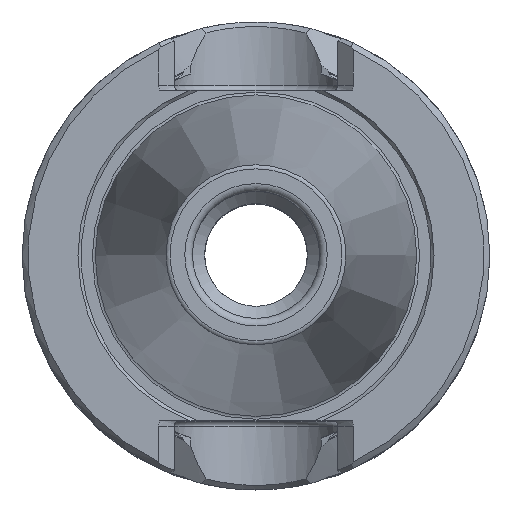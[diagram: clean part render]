
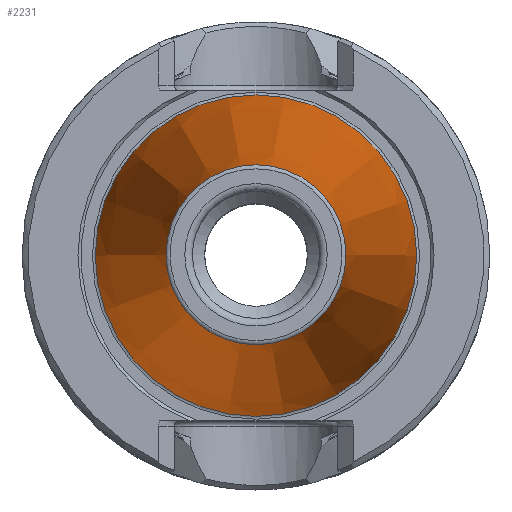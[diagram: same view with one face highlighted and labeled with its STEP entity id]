
A CAD part, top view. The second image highlights one B-rep face of the part: STEP entity #2231.
In plain terms, the highlighted conical face has half-angle 8.297 degrees and reference radius 8.642 mm.
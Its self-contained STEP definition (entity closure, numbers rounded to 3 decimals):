
#241=CONICAL_SURFACE('',#2392,8.642,0.145);
#633=ORIENTED_EDGE('',*,*,#716,.F.);
#634=ORIENTED_EDGE('',*,*,#894,.F.);
#716=EDGE_CURVE('',#928,#928,#1078,.T.);
#894=EDGE_CURVE('',#1044,#1044,#1122,.F.);
#928=VERTEX_POINT('',#2895);
#1044=VERTEX_POINT('',#3593);
#1078=CIRCLE('',#2277,15.802);
#1122=CIRCLE('',#2393,8.845);
#1227=EDGE_LOOP('',(#633));
#1228=EDGE_LOOP('',(#634));
#1367=FACE_BOUND('',#1227,.T.);
#1368=FACE_BOUND('',#1228,.T.);
#2231=ADVANCED_FACE('',(#1367,#1368),#241,.T.);
#2277=AXIS2_PLACEMENT_3D('',#2894,#2472,#2473);
#2392=AXIS2_PLACEMENT_3D('',#3591,#2756,#2757);
#2393=AXIS2_PLACEMENT_3D('',#3592,#2758,#2759);
#2472=DIRECTION('',(0.,0.,-1.));
#2473=DIRECTION('',(-1.,0.,0.));
#2756=DIRECTION('',(0.,0.,-1.));
#2757=DIRECTION('',(-1.,0.,0.));
#2758=DIRECTION('',(0.,0.,-1.));
#2759=DIRECTION('',(-1.,0.,0.));
#2894=CARTESIAN_POINT('',(0.,0.,0.5));
#2895=CARTESIAN_POINT('',(-15.802,0.,0.5));
#3591=CARTESIAN_POINT('',(0.,0.,49.6));
#3592=CARTESIAN_POINT('',(0.,0.,48.207));
#3593=CARTESIAN_POINT('',(-8.845,0.,48.207));
